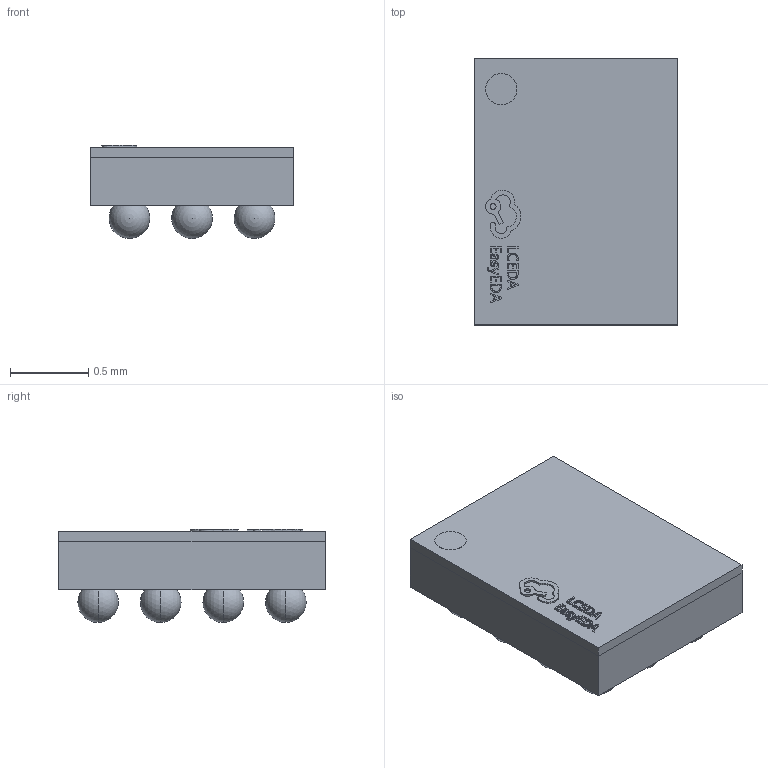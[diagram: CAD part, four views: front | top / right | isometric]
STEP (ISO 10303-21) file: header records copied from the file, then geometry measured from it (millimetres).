
FILE_DESCRIPTION (( 'STEP AP214' ), '1' );
FILE_NAME ('DSBGA-12_L1.3-W1.7-R4-C3-P0.40-TL.STEP', '2023-04-10T13:11:25', ( '' ), ( '' ), 'SwSTEP 2.0', 'SolidWorks 2020', '' );
FILE_SCHEMA (( 'AUTOMOTIVE_DESIGN' ));
Length unit declared in the file: millimetre
Products named in the file (1): DSBGA-12_L1.3-W1.7-R4-C3-P0.40-TL
Bounding box: 1.3 x 1.7 x 0.59 mm (x, y, z)
Volume: 0.9 mm3; surface area: 12.8 mm2
Topology: 2 solids, 2 shells, 263 faces, 753 edges, 502 vertices
Faces by surface type: plane 139, bspline 98, sphere 24, cylinder 2
Entity records: 11563 total; most frequent: CARTESIAN_POINT 2729, ORIENTED_EDGE 1386, DIRECTION 877, EDGE_CURVE 693, VERTEX_POINT 466, VECTOR 441, LINE 441, EDGE_LOOP 295
